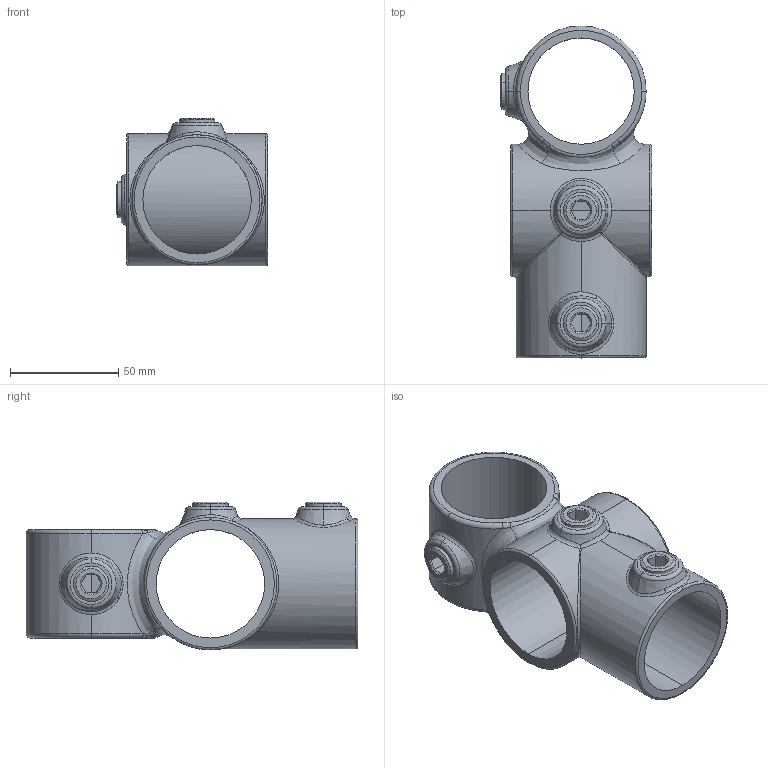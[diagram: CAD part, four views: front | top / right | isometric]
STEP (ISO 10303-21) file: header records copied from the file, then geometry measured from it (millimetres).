
FILE_DESCRIPTION (( 'STEP AP203' ), '1' );
FILE_NAME ('T16500.STEP', '2018-05-24T14:38:13', ( '' ), ( '' ), 'SwSTEP 2.0', 'SolidWorks 2016', '' );
FILE_SCHEMA (( 'CONFIG_CONTROL_DESIGN' ));
Length unit declared in the file: millimetre
Products named in the file (3): T16500; T19300
Assembly tree (4 placements, depth 2):
  T16500
    T16500
    T19300  x3
Bounding box: 69.7 x 153 x 68.2 mm (x, y, z)
Volume: 157246.4 mm3; surface area: 59974.5 mm2
Topology: 4 solids, 4 shells, 127 faces, 316 edges, 194 vertices
Faces by surface type: plane 32, cone 30, cylinder 26, bspline 21, torus 18
Entity records: 6748 total; most frequent: CARTESIAN_POINT 4365, ORIENTED_EDGE 452, DIRECTION 400, EDGE_CURVE 226, AXIS2_PLACEMENT_3D 177, VERTEX_POINT 138, EDGE_LOOP 102, CIRCLE 100
